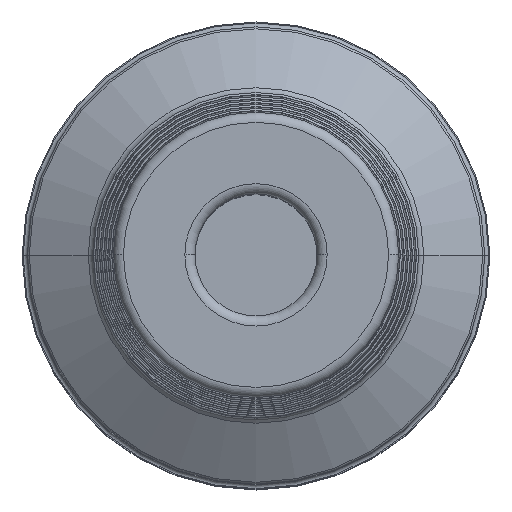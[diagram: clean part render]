
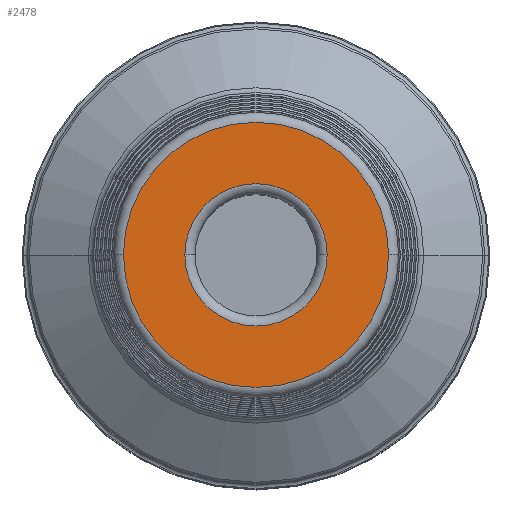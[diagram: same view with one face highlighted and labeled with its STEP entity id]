
A CAD part, top view. The second image highlights one B-rep face of the part: STEP entity #2478.
In plain terms, the highlighted planar face has unit normal (0, 0, 1).
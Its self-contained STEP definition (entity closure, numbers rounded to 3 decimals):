
#1157=CARTESIAN_POINT('',(0.,0.,75.));
#1158=DIRECTION('',(0.,0.,1.));
#1159=DIRECTION('',(1.,0.,0.));
#1160=AXIS2_PLACEMENT_3D('',#1157,#1158,#1159);
#1165=CARTESIAN_POINT('',(0.,0.,75.));
#1166=DIRECTION('',(0.,0.,1.));
#1167=DIRECTION('',(-1.,0.,0.));
#1168=AXIS2_PLACEMENT_3D('',#1165,#1166,#1167);
#1173=CARTESIAN_POINT('',(0.,0.,75.));
#1174=DIRECTION('',(0.,0.,-1.));
#1175=DIRECTION('',(1.,0.,0.));
#1176=AXIS2_PLACEMENT_3D('',#1173,#1174,#1175);
#1181=CARTESIAN_POINT('',(0.,0.,75.));
#1182=DIRECTION('',(0.,0.,-1.));
#1183=DIRECTION('',(-1.,0.,0.));
#1184=AXIS2_PLACEMENT_3D('',#1181,#1182,#1183);
#1311=CARTESIAN_POINT('',(13.036,0.,75.));
#1312=VERTEX_POINT('',#1311);
#1313=CARTESIAN_POINT('',(-13.036,0.,75.));
#1314=VERTEX_POINT('',#1313);
#1351=CARTESIAN_POINT('',(7.,0.,75.));
#1352=VERTEX_POINT('',#1351);
#1353=CARTESIAN_POINT('',(-7.,0.,75.));
#1354=VERTEX_POINT('',#1353);
#2463=CARTESIAN_POINT('',(0.,0.,75.));
#2464=DIRECTION('',(0.,0.,-1.));
#2465=DIRECTION('',(1.,0.,0.));
#2466=AXIS2_PLACEMENT_3D('',#2463,#2464,#2465);
#2467=PLANE('',#2466);
#2468=ORIENTED_EDGE('',*,*,#2456,.F.);
#2469=ORIENTED_EDGE('',*,*,#2445,.F.);
#2470=EDGE_LOOP('',(#2468,#2469));
#2471=FACE_OUTER_BOUND('',#2470,.F.);
#2473=ORIENTED_EDGE('',*,*,#2472,.F.);
#2475=ORIENTED_EDGE('',*,*,#2474,.F.);
#2476=EDGE_LOOP('',(#2473,#2475));
#2477=FACE_BOUND('',#2476,.F.);
#2478=ADVANCED_FACE('',(#2471,#2477),#2467,.F.);
#1161=CIRCLE('',#1160,13.036);
#1169=CIRCLE('',#1168,13.036);
#1177=CIRCLE('',#1176,7.);
#1185=CIRCLE('',#1184,7.);
#2445=EDGE_CURVE('',#1314,#1312,#1169,.T.);
#2456=EDGE_CURVE('',#1312,#1314,#1161,.T.);
#2472=EDGE_CURVE('',#1352,#1354,#1177,.T.);
#2474=EDGE_CURVE('',#1354,#1352,#1185,.T.);
